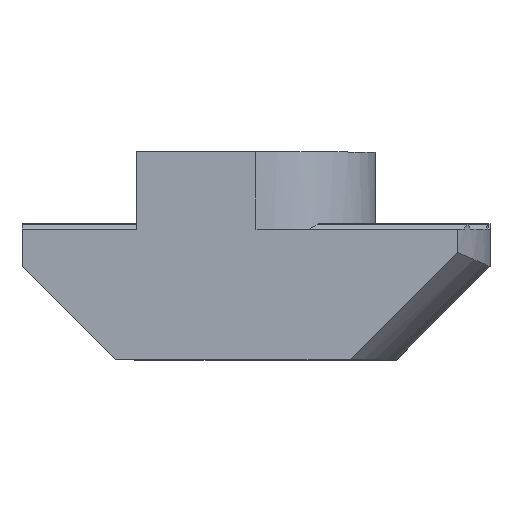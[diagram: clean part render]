
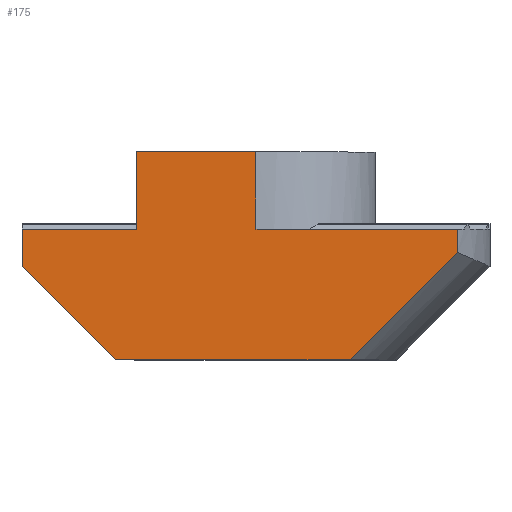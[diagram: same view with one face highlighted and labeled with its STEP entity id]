
A CAD part, top view. The second image highlights one B-rep face of the part: STEP entity #175.
In plain terms, the highlighted planar face has unit normal (0, 0, 1).
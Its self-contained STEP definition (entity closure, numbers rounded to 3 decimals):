
#175=ADVANCED_FACE('',(#348),#349,.F.);
#348=FACE_OUTER_BOUND('',#514,.T.);
#349=PLANE('',#515);
#514=EDGE_LOOP('',(#983,#984,#985,#986,#987,#988,#989,#990,#991,#992));
#515=AXIS2_PLACEMENT_3D('',#993,#994,#995);
#983=ORIENTED_EDGE('',*,*,#1203,.T.);
#984=ORIENTED_EDGE('',*,*,#1225,.T.);
#985=ORIENTED_EDGE('',*,*,#1091,.F.);
#986=ORIENTED_EDGE('',*,*,#1048,.F.);
#987=ORIENTED_EDGE('',*,*,#1089,.T.);
#988=ORIENTED_EDGE('',*,*,#1078,.T.);
#989=ORIENTED_EDGE('',*,*,#1097,.F.);
#990=ORIENTED_EDGE('',*,*,#1223,.T.);
#991=ORIENTED_EDGE('',*,*,#1215,.T.);
#992=ORIENTED_EDGE('',*,*,#1211,.F.);
#993=CARTESIAN_POINT('',(0.0,-2.965,5.0));
#994=DIRECTION('',(0.0,0.0,-1.0));
#995=DIRECTION('',(0.0,1.0,0.0));
#1048=EDGE_CURVE('',#1262,#1264,#1265,.T.);
#1078=EDGE_CURVE('',#1320,#1318,#1321,.T.);
#1089=EDGE_CURVE('',#1262,#1320,#1338,.T.);
#1091=EDGE_CURVE('',#1264,#1340,#1341,.T.);
#1097=EDGE_CURVE('',#1348,#1318,#1350,.T.);
#1203=EDGE_CURVE('',#1495,#1493,#1496,.T.);
#1211=EDGE_CURVE('',#1495,#1506,#1507,.T.);
#1215=EDGE_CURVE('',#1512,#1506,#1513,.T.);
#1223=EDGE_CURVE('',#1348,#1512,#1522,.T.);
#1225=EDGE_CURVE('',#1493,#1340,#1524,.T.);
#1262=VERTEX_POINT('',#1582);
#1264=VERTEX_POINT('',#1584);
#1265=LINE('',#1585,#1586);
#1318=VERTEX_POINT('',#1669);
#1320=VERTEX_POINT('',#1672);
#1321=LINE('',#1673,#1674);
#1338=LINE('',#1698,#1699);
#1340=VERTEX_POINT('',#1701);
#1341=LINE('',#1702,#1703);
#1348=VERTEX_POINT('',#1712);
#1350=LINE('',#1715,#1716);
#1493=VERTEX_POINT('',#1944);
#1495=VERTEX_POINT('',#1946);
#1496=LINE('',#1947,#1948);
#1506=VERTEX_POINT('',#1962);
#1507=LINE('',#1963,#1964);
#1512=VERTEX_POINT('',#1970);
#1513=LINE('',#1971,#1972);
#1522=LINE('',#1984,#1985);
#1524=LINE('',#1987,#1988);
#1582=CARTESIAN_POINT('',(0.,3.0,5.0));
#1584=CARTESIAN_POINT('',(0.,-0.23,5.0));
#1585=CARTESIAN_POINT('',(0.,3.0,5.0));
#1586=VECTOR('',#2030,1.0);
#1669=CARTESIAN_POINT('',(-5.0,-0.23,5.0));
#1672=CARTESIAN_POINT('',(-5.0,3.0,5.0));
#1673=CARTESIAN_POINT('',(-5.0,3.0,5.0));
#1674=VECTOR('',#2077,1.0);
#1698=CARTESIAN_POINT('',(0.0,3.0,5.0));
#1699=VECTOR('',#2091,1.0);
#1701=CARTESIAN_POINT('',(8.429,-0.23,5.0));
#1702=CARTESIAN_POINT('',(0.0,-0.23,5.0));
#1703=VECTOR('',#2092,1.0);
#1712=CARTESIAN_POINT('',(-9.8,-0.23,5.0));
#1715=CARTESIAN_POINT('',(0.0,-0.23,5.0));
#1716=VECTOR('',#2099,1.0);
#1944=CARTESIAN_POINT('',(8.429,-1.212,5.0));
#1946=CARTESIAN_POINT('',(3.94,-5.7,5.0));
#1947=CARTESIAN_POINT('',(4.571,-5.069,5.0));
#1948=VECTOR('',#2203,1.0);
#1962=CARTESIAN_POINT('',(-5.88,-5.7,5.0));
#1963=CARTESIAN_POINT('',(0.0,-5.7,5.0));
#1964=VECTOR('',#2211,1.0);
#1970=CARTESIAN_POINT('',(-9.8,-1.78,5.0));
#1971=CARTESIAN_POINT('',(-7.054,-4.526,5.0));
#1972=VECTOR('',#2216,1.0);
#1984=CARTESIAN_POINT('',(-9.8,-2.965,5.0));
#1985=VECTOR('',#2223,1.0);
#1987=CARTESIAN_POINT('',(8.429,-1.35,5.0));
#1988=VECTOR('',#2224,1.0);
#2030=DIRECTION('',(0.0,-1.0,0.0));
#2077=DIRECTION('',(0.0,-1.0,0.0));
#2091=DIRECTION('',(-1.0,0.0,0.0));
#2092=DIRECTION('',(1.0,0.0,0.0));
#2099=DIRECTION('',(1.0,0.0,0.0));
#2203=DIRECTION('',(0.707,0.707,0.0));
#2211=DIRECTION('',(-1.0,0.0,0.0));
#2216=DIRECTION('',(0.707,-0.707,0.0));
#2223=DIRECTION('',(0.0,-1.0,0.0));
#2224=DIRECTION('',(0.0,1.0,0.0));
